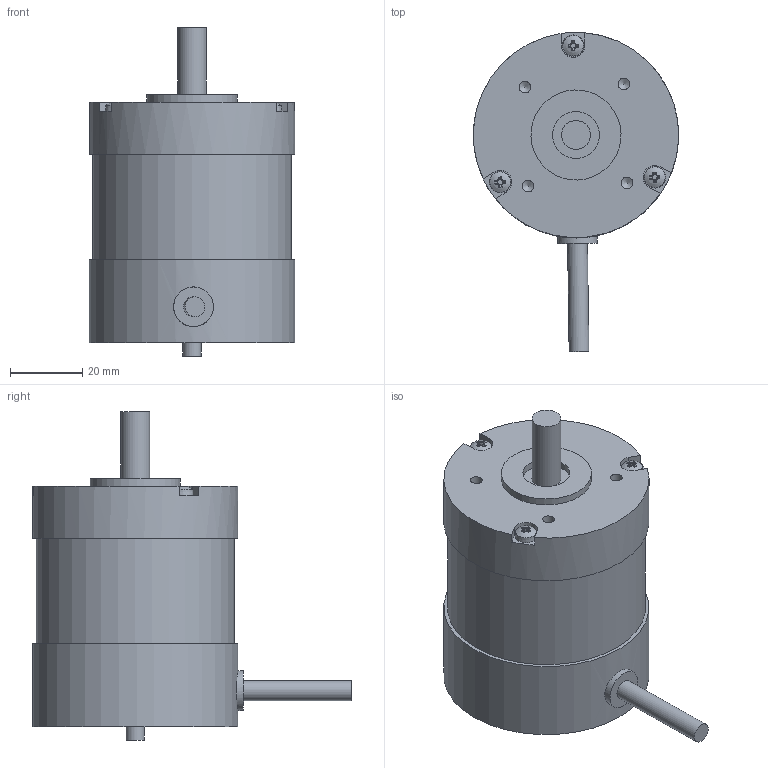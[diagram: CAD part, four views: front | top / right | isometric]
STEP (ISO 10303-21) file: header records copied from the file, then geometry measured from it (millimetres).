
FILE_DESCRIPTION(/* description */ (''),/* implementation_level */ '2;1');
FILE_NAME(/* name */ 'DB59M024035R-B.stp',/* time_stamp */ '2016-12-08T14:18:55+01:00',/* author */ ('schneid_cad'),/* organization */ (''),/* preprocessor_version */ 'ST-DEVELOPER v16.5',/* originating_system */ 'Autodesk Inventor 2017',/* authorisation */ '');
FILE_SCHEMA (('AUTOMOTIVE_DESIGN { 1 0 10303 214 3 1 1 }'));
Length unit declared in the file: millimetre
Products named in the file (1): DB59M024035R-B
Bounding box: 57 x 88.53 x 91.1 mm (x, y, z)
Volume: 167578.4 mm3; surface area: 32724.5 mm2
Topology: 8 solids, 8 shells, 167 faces, 412 edges, 268 vertices
Faces by surface type: plane 80, cone 51, cylinder 30, sphere 3, torus 3
Full cylindrical faces by diameter (mm): 2.013 x2, 2.75 x3, 3 x3, 3.242 x4, 3.4 x3, 5 x1, 5.5 x1, 6.35 x1, 8 x2, 8.5 x1, 11 x1, 13 x1, 25 x1, 55 x1, 57 x2
Entity records: 4727 total; most frequent: CARTESIAN_POINT 931, DIRECTION 812, ORIENTED_EDGE 706, EDGE_CURVE 353, AXIS2_PLACEMENT_3D 340, VERTEX_POINT 257, EDGE_LOOP 234, FACE_OUTER_BOUND 167
